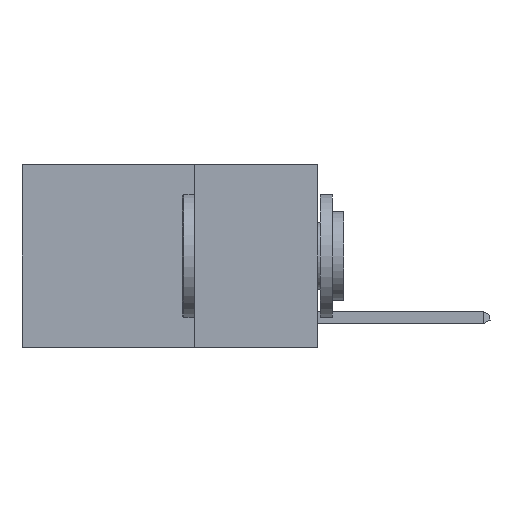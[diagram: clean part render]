
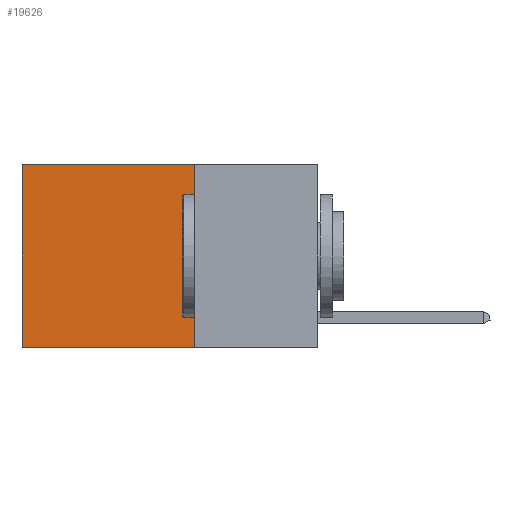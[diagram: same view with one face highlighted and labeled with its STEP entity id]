
A CAD part, left-side view. The second image highlights one B-rep face of the part: STEP entity #19626.
In plain terms, the highlighted planar face has unit normal (-1, 0, 0).
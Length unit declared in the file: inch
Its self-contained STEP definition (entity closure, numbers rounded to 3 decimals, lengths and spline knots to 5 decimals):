
#1578 = DIRECTION ( 'NONE',  ( 0., 1., 0. ) ) ;
#1685 = DIRECTION ( 'NONE',  ( 0., 0., -1. ) ) ;
#2375 = ORIENTED_EDGE ( 'NONE', *, *, #17014, .T. ) ;
#2458 = VECTOR ( 'NONE', #22096, 39.37008 ) ;
#2624 = VERTEX_POINT ( 'NONE', #2803 ) ;
#2697 = LINE ( 'NONE', #15650, #6820 ) ;
#2803 = CARTESIAN_POINT ( 'NONE',  ( 0.2625, 0.25, 0. ) ) ;
#3531 = ORIENTED_EDGE ( 'NONE', *, *, #3712, .T. ) ;
#3712 = EDGE_CURVE ( 'NONE', #2624, #8049, #16827, .T. ) ;
#4095 = PLANE ( 'NONE',  #4754 ) ;
#4754 = AXIS2_PLACEMENT_3D ( 'NONE', #5897, #7693, #20020 ) ;
#5897 = CARTESIAN_POINT ( 'NONE',  ( 0.2625, 0.25, 0. ) ) ;
#6358 = CARTESIAN_POINT ( 'NONE',  ( 0.2625, 0.25, -0.37 ) ) ;
#6820 = VECTOR ( 'NONE', #1578, 39.37008 ) ;
#7414 = VECTOR ( 'NONE', #11303, 39.37008 ) ;
#7693 = DIRECTION ( 'NONE',  ( 1., 0., 0. ) ) ;
#7708 = CARTESIAN_POINT ( 'NONE',  ( 0.2625, 0.25, 0. ) ) ;
#7712 = FACE_OUTER_BOUND ( 'NONE', #18637, .T. ) ;
#8049 = VERTEX_POINT ( 'NONE', #15678 ) ;
#8712 = EDGE_CURVE ( 'NONE', #17575, #13000, #2697, .T. ) ;
#11303 = DIRECTION ( 'NONE',  ( 0., 1., 0. ) ) ;
#12077 = VECTOR ( 'NONE', #1685, 39.37008 ) ;
#12928 = ORIENTED_EDGE ( 'NONE', *, *, #8712, .F. ) ;
#13000 = VERTEX_POINT ( 'NONE', #15895 ) ;
#14085 = CARTESIAN_POINT ( 'NONE',  ( 0.2625, 0.25, 0. ) ) ;
#15650 = CARTESIAN_POINT ( 'NONE',  ( 0.2625, 0.25, -0.37 ) ) ;
#15678 = CARTESIAN_POINT ( 'NONE',  ( 0.2625, 0.6, 0. ) ) ;
#15895 = CARTESIAN_POINT ( 'NONE',  ( 0.2625, 0.6, -0.37 ) ) ;
#16716 = ORIENTED_EDGE ( 'NONE', *, *, #18770, .F. ) ;
#16744 = LINE ( 'NONE', #14085, #12077 ) ;
#16827 = LINE ( 'NONE', #7708, #7414 ) ;
#17014 = EDGE_CURVE ( 'NONE', #8049, #13000, #18227, .T. ) ;
#17575 = VERTEX_POINT ( 'NONE', #6358 ) ;
#18227 = LINE ( 'NONE', #20358, #2458 ) ;
#18637 = EDGE_LOOP ( 'NONE', ( #2375, #12928, #16716, #3531 ) ) ;
#18770 = EDGE_CURVE ( 'NONE', #2624, #17575, #16744, .T. ) ;
#19626 = ADVANCED_FACE ( 'NONE', ( #7712 ), #4095, .F. ) ;
#20020 = DIRECTION ( 'NONE',  ( 0., 0., -1. ) ) ;
#20358 = CARTESIAN_POINT ( 'NONE',  ( 0.2625, 0.6, 0. ) ) ;
#22096 = DIRECTION ( 'NONE',  ( 0., 0., -1. ) ) ;
